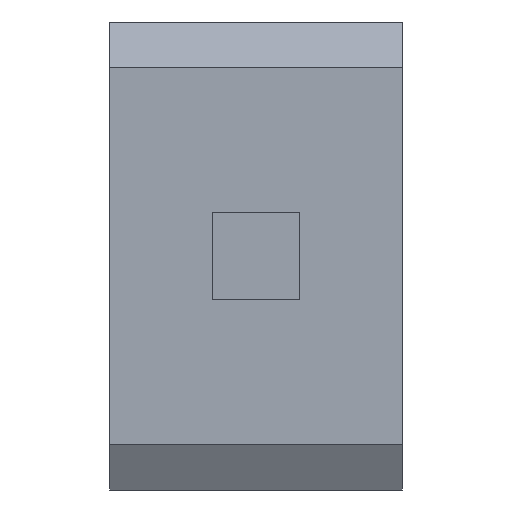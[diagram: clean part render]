
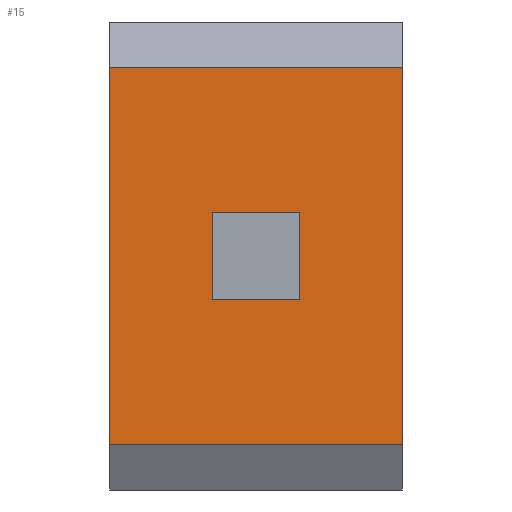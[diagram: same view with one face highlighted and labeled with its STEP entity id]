
A CAD part, left-side view. The second image highlights one B-rep face of the part: STEP entity #15.
In plain terms, the highlighted free-form (B-spline) face has degree [3, 1] with [4, 2] control points.
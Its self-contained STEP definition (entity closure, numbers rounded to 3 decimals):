
#15=ADVANCED_FACE('',(#41,#38),#363,.T.);
#38=FACE_BOUND('',#65,.T.);
#41=FACE_OUTER_BOUND('',#64,.T.);
#64=EDGE_LOOP('',(#90,#91,#92,#93));
#65=EDGE_LOOP('',(#94,#95,#96,#97));
#90=ORIENTED_EDGE('',*,*,#202,.T.);
#91=ORIENTED_EDGE('',*,*,#203,.T.);
#92=ORIENTED_EDGE('',*,*,#204,.F.);
#93=ORIENTED_EDGE('',*,*,#205,.F.);
#94=ORIENTED_EDGE('',*,*,#251,.T.);
#95=ORIENTED_EDGE('',*,*,#254,.F.);
#96=ORIENTED_EDGE('',*,*,#252,.F.);
#97=ORIENTED_EDGE('',*,*,#253,.T.);
#202=EDGE_CURVE('',#314,#315,#264,.T.);
#203=EDGE_CURVE('',#315,#316,#265,.T.);
#204=EDGE_CURVE('',#317,#316,#266,.T.);
#205=EDGE_CURVE('',#314,#317,#267,.T.);
#251=EDGE_CURVE('',#344,#345,#310,.T.);
#252=EDGE_CURVE('',#347,#346,#311,.T.);
#253=EDGE_CURVE('',#347,#344,#312,.T.);
#254=EDGE_CURVE('',#346,#345,#313,.T.);
#264=B_SPLINE_CURVE_WITH_KNOTS('',3,(#628,#629,#630,#631),.UNSPECIFIED.,
 .F.,.F.,(4,4),(661.751,726.179),.UNSPECIFIED.);
#265=B_SPLINE_CURVE_WITH_KNOTS('',1,(#632,#633),.UNSPECIFIED.,.F.,.F.,(2,
2),(0.,50.),.UNSPECIFIED.);
#266=B_SPLINE_CURVE_WITH_KNOTS('',3,(#634,#635,#636,#637),.UNSPECIFIED.,
 .F.,.F.,(4,4),(661.751,726.179),.UNSPECIFIED.);
#267=B_SPLINE_CURVE_WITH_KNOTS('',1,(#638,#639),.UNSPECIFIED.,.F.,.F.,(2,
2),(0.,50.),.UNSPECIFIED.);
#310=B_SPLINE_CURVE_WITH_KNOTS('',1,(#832,#833),.UNSPECIFIED.,.F.,.F.,(2,
2),(0.,15.),.UNSPECIFIED.);
#311=B_SPLINE_CURVE_WITH_KNOTS('',1,(#834,#835),.UNSPECIFIED.,.F.,.F.,(2,
2),(0.,15.),.UNSPECIFIED.);
#312=B_SPLINE_CURVE_WITH_KNOTS('',1,(#836,#837),.UNSPECIFIED.,.F.,.F.,(2,
2),(-15.,0.),.UNSPECIFIED.);
#313=B_SPLINE_CURVE_WITH_KNOTS('',1,(#838,#839),.UNSPECIFIED.,.F.,.F.,(2,
2),(-15.,0.),.UNSPECIFIED.);
#314=VERTEX_POINT('',#592);
#315=VERTEX_POINT('',#593);
#316=VERTEX_POINT('',#594);
#317=VERTEX_POINT('',#595);
#344=VERTEX_POINT('',#622);
#345=VERTEX_POINT('',#623);
#346=VERTEX_POINT('',#624);
#347=VERTEX_POINT('',#625);
#363=B_SPLINE_SURFACE_WITH_KNOTS('',3,1,((#421,#422),(#423,#424),(#425,
#426),(#427,#428)),.UNSPECIFIED.,.F.,.F.,.F.,(4,4),(2,2),(661.751,
726.179),(0.,50.),.UNSPECIFIED.);
#421=CARTESIAN_POINT('',(-412.801,6.02,7.786));
#422=CARTESIAN_POINT('',(-412.801,56.02,7.786));
#423=CARTESIAN_POINT('',(-412.801,6.02,29.262));
#424=CARTESIAN_POINT('',(-412.801,56.02,29.262));
#425=CARTESIAN_POINT('',(-412.801,6.02,50.738));
#426=CARTESIAN_POINT('',(-412.801,56.02,50.738));
#427=CARTESIAN_POINT('',(-412.801,6.02,72.214));
#428=CARTESIAN_POINT('',(-412.801,56.02,72.214));
#592=CARTESIAN_POINT('',(-412.801,6.02,7.786));
#593=CARTESIAN_POINT('',(-412.801,6.02,72.214));
#594=CARTESIAN_POINT('',(-412.801,56.02,72.214));
#595=CARTESIAN_POINT('',(-412.801,56.02,7.786));
#622=CARTESIAN_POINT('',(-412.801,23.52,32.5));
#623=CARTESIAN_POINT('',(-412.801,38.52,32.5));
#624=CARTESIAN_POINT('',(-412.801,38.52,47.5));
#625=CARTESIAN_POINT('',(-412.801,23.52,47.5));
#628=CARTESIAN_POINT('',(-412.801,6.02,7.786));
#629=CARTESIAN_POINT('',(-412.801,6.02,29.262));
#630=CARTESIAN_POINT('',(-412.801,6.02,50.738));
#631=CARTESIAN_POINT('',(-412.801,6.02,72.214));
#632=CARTESIAN_POINT('',(-412.801,6.02,72.214));
#633=CARTESIAN_POINT('',(-412.801,56.02,72.214));
#634=CARTESIAN_POINT('',(-412.801,56.02,7.786));
#635=CARTESIAN_POINT('',(-412.801,56.02,29.262));
#636=CARTESIAN_POINT('',(-412.801,56.02,50.738));
#637=CARTESIAN_POINT('',(-412.801,56.02,72.214));
#638=CARTESIAN_POINT('',(-412.801,6.02,7.786));
#639=CARTESIAN_POINT('',(-412.801,56.02,7.786));
#832=CARTESIAN_POINT('',(-412.801,23.52,32.5));
#833=CARTESIAN_POINT('',(-412.801,38.52,32.5));
#834=CARTESIAN_POINT('',(-412.801,23.52,47.5));
#835=CARTESIAN_POINT('',(-412.801,38.52,47.5));
#836=CARTESIAN_POINT('',(-412.801,23.52,47.5));
#837=CARTESIAN_POINT('',(-412.801,23.52,32.5));
#838=CARTESIAN_POINT('',(-412.801,38.52,47.5));
#839=CARTESIAN_POINT('',(-412.801,38.52,32.5));
